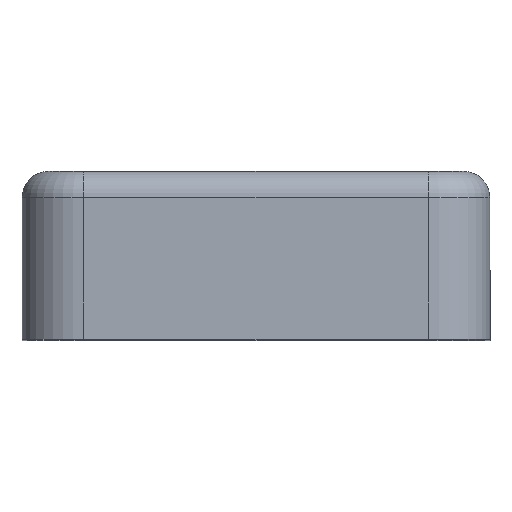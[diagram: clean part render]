
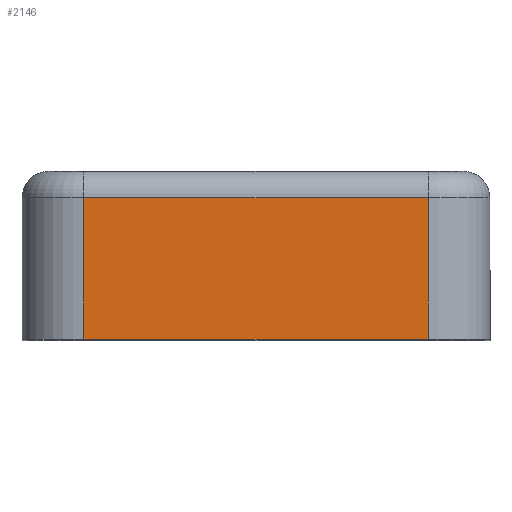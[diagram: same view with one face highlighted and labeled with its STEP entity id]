
A CAD part, top view. The second image highlights one B-rep face of the part: STEP entity #2146.
In plain terms, the highlighted planar face has unit normal (0, 0, 1).
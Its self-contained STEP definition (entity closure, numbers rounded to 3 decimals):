
#3 = DIRECTION ( 'NONE',  ( 0., -1., 0. ) ) ;
#11 = CARTESIAN_POINT ( 'NONE',  ( -9.75, 0., 25.65 ) ) ;
#27 = CARTESIAN_POINT ( 'NONE',  ( 9.75, -1.5, 25.65 ) ) ;
#116 = ORIENTED_EDGE ( 'NONE', *, *, #2574, .T. ) ;
#257 = ORIENTED_EDGE ( 'NONE', *, *, #1529, .F. ) ;
#354 = VECTOR ( 'NONE', #788, 1000. ) ;
#557 = VECTOR ( 'NONE', #2672, 1000. ) ;
#562 = CARTESIAN_POINT ( 'NONE',  ( -9.75, -9.5, 25.65 ) ) ;
#788 = DIRECTION ( 'NONE',  ( 1., 0., 0. ) ) ;
#967 = VECTOR ( 'NONE', #1669, 1000. ) ;
#1095 = LINE ( 'NONE', #2799, #354 ) ;
#1124 = CARTESIAN_POINT ( 'NONE',  ( 9.75, 0., 25.65 ) ) ;
#1166 = VERTEX_POINT ( 'NONE', #1881 ) ;
#1222 = VECTOR ( 'NONE', #3, 1000. ) ;
#1327 = CARTESIAN_POINT ( 'NONE',  ( -9.75, 0., 25.65 ) ) ;
#1498 = CARTESIAN_POINT ( 'NONE',  ( 9.75, -9.5, 25.65 ) ) ;
#1529 = EDGE_CURVE ( 'NONE', #1166, #2797, #2445, .T. ) ;
#1546 = FACE_OUTER_BOUND ( 'NONE', #1942, .T. ) ;
#1640 = CARTESIAN_POINT ( 'NONE',  ( -9.75, -1.5, 25.65 ) ) ;
#1669 = DIRECTION ( 'NONE',  ( 1., 0., 0. ) ) ;
#1765 = DIRECTION ( 'NONE',  ( 0., 0., 1. ) ) ;
#1832 = VERTEX_POINT ( 'NONE', #562 ) ;
#1881 = CARTESIAN_POINT ( 'NONE',  ( -9.75, -1.5, 25.65 ) ) ;
#1942 = EDGE_LOOP ( 'NONE', ( #116, #2830, #257, #2812 ) ) ;
#2114 = EDGE_CURVE ( 'NONE', #1166, #1832, #2793, .T. ) ;
#2120 = LINE ( 'NONE', #1124, #557 ) ;
#2146 = ADVANCED_FACE ( 'NONE', ( #1546 ), #2656, .T. ) ;
#2395 = DIRECTION ( 'NONE',  ( 0., -1., 0. ) ) ;
#2445 = LINE ( 'NONE', #1640, #967 ) ;
#2574 = EDGE_CURVE ( 'NONE', #1832, #2663, #1095, .T. ) ;
#2656 = PLANE ( 'NONE',  #2755 ) ;
#2663 = VERTEX_POINT ( 'NONE', #1498 ) ;
#2672 = DIRECTION ( 'NONE',  ( 0., -1., 0. ) ) ;
#2755 = AXIS2_PLACEMENT_3D ( 'NONE', #1327, #1765, #2395 ) ;
#2793 = LINE ( 'NONE', #11, #1222 ) ;
#2797 = VERTEX_POINT ( 'NONE', #27 ) ;
#2799 = CARTESIAN_POINT ( 'NONE',  ( -9.75, -9.5, 25.65 ) ) ;
#2812 = ORIENTED_EDGE ( 'NONE', *, *, #2114, .T. ) ;
#2822 = EDGE_CURVE ( 'NONE', #2797, #2663, #2120, .T. ) ;
#2830 = ORIENTED_EDGE ( 'NONE', *, *, #2822, .F. ) ;
